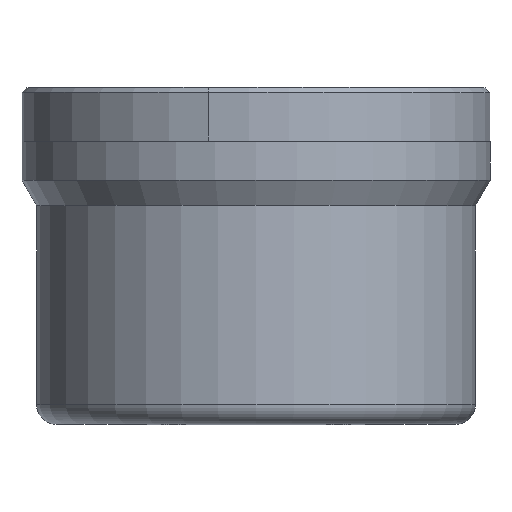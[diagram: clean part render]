
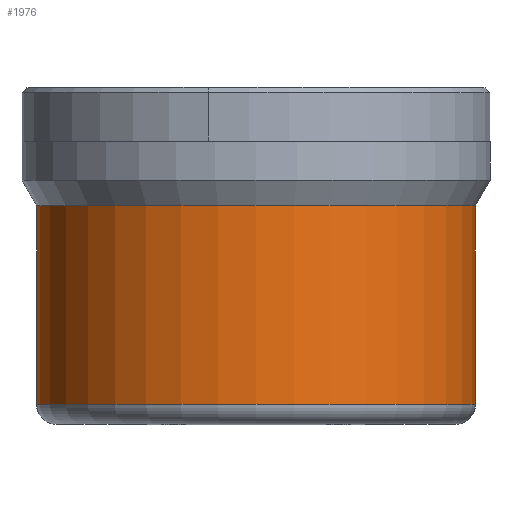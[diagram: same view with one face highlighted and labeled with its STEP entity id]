
A CAD part, top view. The second image highlights one B-rep face of the part: STEP entity #1976.
In plain terms, the highlighted cylindrical face has radius 22.5 mm (diameter 45 mm), a partial arc.
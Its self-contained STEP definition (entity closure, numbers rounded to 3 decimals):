
#8 = DIRECTION ( 'NONE',  ( 1., 0., 0. ) ) ;
#201 = CARTESIAN_POINT ( 'NONE',  ( -22.5, -20., 0. ) ) ;
#223 = CARTESIAN_POINT ( 'NONE',  ( 22.5, -18., 0. ) ) ;
#354 = LINE ( 'NONE', #201, #3559 ) ;
#440 = ORIENTED_EDGE ( 'NONE', *, *, #4846, .T. ) ;
#494 = VERTEX_POINT ( 'NONE', #2323 ) ;
#656 = CARTESIAN_POINT ( 'NONE',  ( 0., -20., 0. ) ) ;
#682 = CYLINDRICAL_SURFACE ( 'NONE', #2980, 22.5 ) ;
#771 = ORIENTED_EDGE ( 'NONE', *, *, #2674, .T. ) ;
#1008 = DIRECTION ( 'NONE',  ( 0., -1., 0. ) ) ;
#1052 = DIRECTION ( 'NONE',  ( 0., -1., 0. ) ) ;
#1806 = DIRECTION ( 'NONE',  ( 1., 0., 0. ) ) ;
#1884 = EDGE_CURVE ( 'NONE', #494, #4420, #4833, .T. ) ;
#1976 = ADVANCED_FACE ( 'NONE', ( #2900 ), #682, .T. ) ;
#2017 = CARTESIAN_POINT ( 'NONE',  ( 22.5, -20., 0. ) ) ;
#2028 = DIRECTION ( 'NONE',  ( 0., 1., 0. ) ) ;
#2115 = DIRECTION ( 'NONE',  ( 0., -1., 0. ) ) ;
#2202 = DIRECTION ( 'NONE',  ( 1., 0., 0. ) ) ;
#2204 = EDGE_CURVE ( 'NONE', #4840, #4064, #354, .T. ) ;
#2323 = CARTESIAN_POINT ( 'NONE',  ( 22.5, 2.402, 0. ) ) ;
#2633 = CARTESIAN_POINT ( 'NONE',  ( -22.5, 2.402, 0. ) ) ;
#2674 = EDGE_CURVE ( 'NONE', #4064, #4420, #3852, .T. ) ;
#2694 = CARTESIAN_POINT ( 'NONE',  ( 0., -18., 0. ) ) ;
#2711 = AXIS2_PLACEMENT_3D ( 'NONE', #2694, #2028, #8 ) ;
#2741 = VECTOR ( 'NONE', #2115, 1000. ) ;
#2900 = FACE_OUTER_BOUND ( 'NONE', #4637, .T. ) ;
#2980 = AXIS2_PLACEMENT_3D ( 'NONE', #656, #1008, #1806 ) ;
#3353 = ORIENTED_EDGE ( 'NONE', *, *, #2204, .T. ) ;
#3559 = VECTOR ( 'NONE', #4866, 1000. ) ;
#3822 = CARTESIAN_POINT ( 'NONE',  ( -22.5, -18., 0. ) ) ;
#3852 = CIRCLE ( 'NONE', #2711, 22.5 ) ;
#3874 = ORIENTED_EDGE ( 'NONE', *, *, #1884, .F. ) ;
#4064 = VERTEX_POINT ( 'NONE', #3822 ) ;
#4420 = VERTEX_POINT ( 'NONE', #223 ) ;
#4490 = CARTESIAN_POINT ( 'NONE',  ( 0., 2.402, 0. ) ) ;
#4626 = CIRCLE ( 'NONE', #4946, 22.5 ) ;
#4637 = EDGE_LOOP ( 'NONE', ( #440, #3353, #771, #3874 ) ) ;
#4833 = LINE ( 'NONE', #2017, #2741 ) ;
#4840 = VERTEX_POINT ( 'NONE', #2633 ) ;
#4846 = EDGE_CURVE ( 'NONE', #494, #4840, #4626, .T. ) ;
#4866 = DIRECTION ( 'NONE',  ( 0., -1., 0. ) ) ;
#4946 = AXIS2_PLACEMENT_3D ( 'NONE', #4490, #1052, #2202 ) ;
